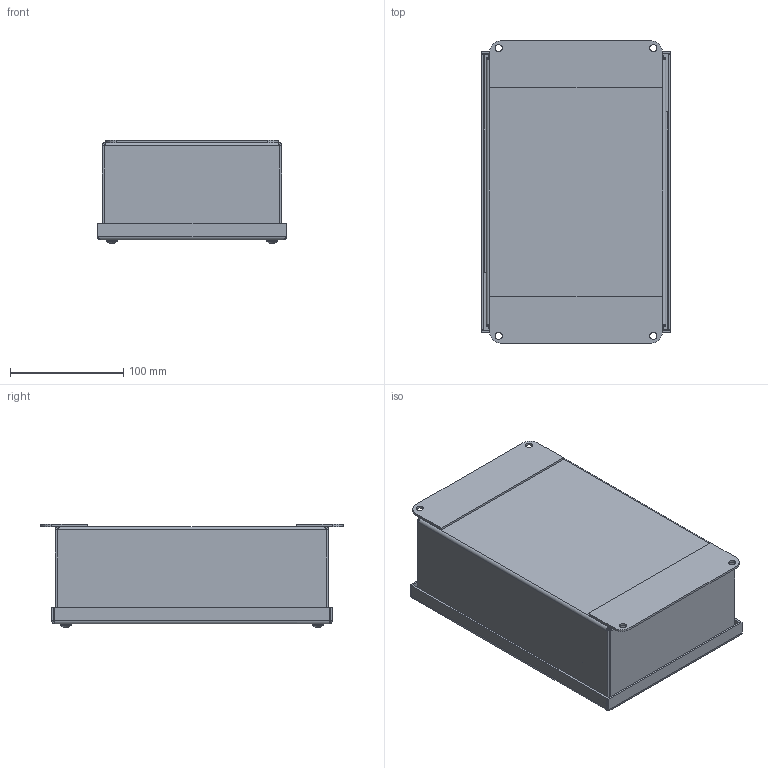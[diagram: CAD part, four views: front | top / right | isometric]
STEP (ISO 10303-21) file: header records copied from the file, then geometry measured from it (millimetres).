
FILE_DESCRIPTION(/* description */ ('9.76X6.57 LID'),/* implementation_level */ '2;1');
FILE_NAME(/* name */ 'PB6.stp',/* time_stamp */ '2017-01-30T20:24:23+06:00',/* author */ ('mgunasekar'),/* organization */ (''),/* preprocessor_version */ 'ST-DEVELOPER v16.1',/* originating_system */ 'Autodesk Inventor 2016',/* authorisation */ '');
FILE_SCHEMA (('AUTOMOTIVE_DESIGN { 1 0 10303 214 3 1 1 }'));
Length unit declared in the file: inch
Products named in the file (13): PB6LID; 3285; 39077; 316243; 31817; 3185; 3694; 372163; PB6BKP; 34984; 38837; 3488; PB6
Assembly tree (25 placements, depth 2):
  PB6
    PB6LID
    3285  x2
    39077  x4
    316243  x2
    31817
    3185
    3694
    372163  x4
    PB6BKP
    34984  x4
    38837  x2
    3488  x2
Bounding box: 166.62 x 266.7 x 91.13 mm (x, y, z)
Volume: 323530.8 mm3; surface area: 349889.9 mm2
Topology: 25 solids, 25 shells, 707 faces, 1798 edges, 1154 vertices
Faces by surface type: plane 427, cylinder 166, cone 66, torus 24, bspline 20, sphere 4
Full cylindrical faces by diameter (mm): 3.175 x1, 3.556 x2, 3.962 x4, 4.826 x6, 4.978 x4, 6.299 x4, 6.35 x7, 6.528 x4, 7.061 x4, 7.137 x4, 7.95 x2, 9.474 x4, 10.312 x4, 11.506 x4
Entity records: 14619 total; most frequent: CARTESIAN_POINT 3363, DIRECTION 2197, ORIENTED_EDGE 2184, EDGE_CURVE 1092, LINE 739, VECTOR 739, AXIS2_PLACEMENT_3D 729, VERTEX_POINT 709
